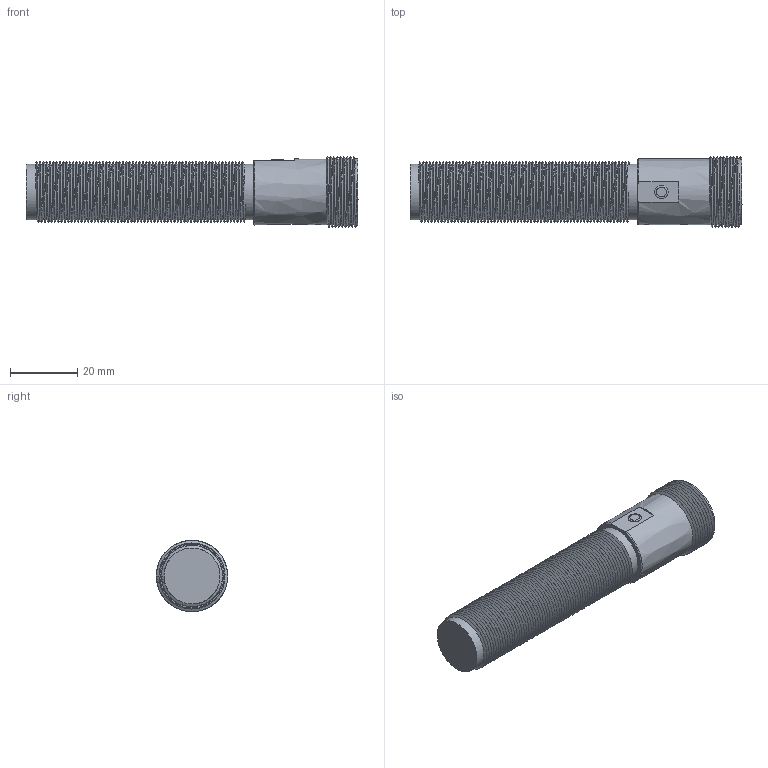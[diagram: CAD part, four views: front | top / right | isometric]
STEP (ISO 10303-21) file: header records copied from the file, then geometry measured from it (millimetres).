
FILE_DESCRIPTION( ('This file contains a STEP AP42 implementation' ,'as created by ZW3D STEP Interface translator.') ,'2;1' );
FILE_NAME( 'ECS1-1808X-XZU4.stp' ,'20 522. 92117', (''), ('ZWCAD Software Co.'), 'Version 1.0', 'ZW3D to STEP translator', '' );
FILE_SCHEMA(('AUTOMOTIVE_DESIGN'));
Length unit declared in the file: millimetre
Products named in the file (2): 0; ECS1-1808X-XZU4
Bounding box: 99.05 x 21.26 x 21.26 mm (x, y, z)
Volume: 24222.7 mm3; surface area: 10788.7 mm2
Topology: 2 solids, 5 shells, 134 faces, 335 edges, 215 vertices
Faces by surface type: bspline 134
Entity records: 8287 total; most frequent: CARTESIAN_POINT 6319, ORIENTED_EDGE 659, EDGE_CURVE 331, VERTEX_POINT 215, EDGE_LOOP 145, B_SPLINE_CURVE_WITH_KNOTS 139, FACE_OUTER_BOUND 134, ADVANCED_FACE 134
